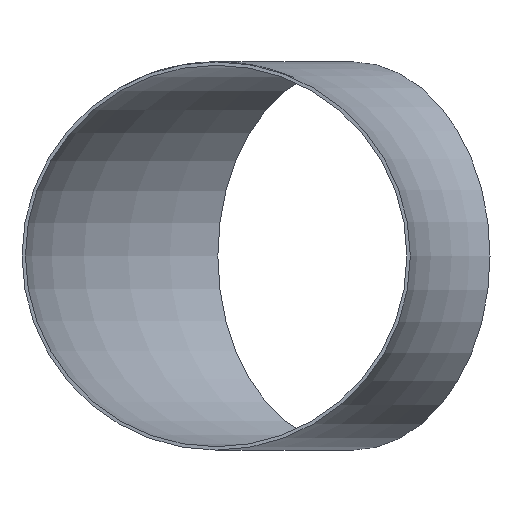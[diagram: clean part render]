
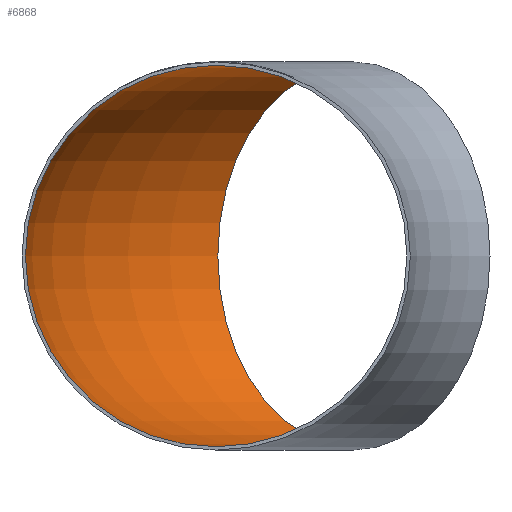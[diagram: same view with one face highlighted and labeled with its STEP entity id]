
A CAD part, front view. The second image highlights one B-rep face of the part: STEP entity #6868.
In plain terms, the highlighted toroidal (fillet/blend) face has major radius 550 mm and minor radius 225 mm.
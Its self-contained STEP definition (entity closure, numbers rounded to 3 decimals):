
#592 = CARTESIAN_POINT ( 'NONE',  ( -550., 0., 225. ) ) ;
#2847 = CARTESIAN_POINT ( 'NONE',  ( -548.008, 548.008, 0. ) ) ;
#3823 = AXIS2_PLACEMENT_3D ( 'NONE', #21295, #11022, #13143 ) ;
#5160 = EDGE_CURVE ( 'NONE', #20128, #20128, #10115, .T. ) ;
#6106 = CIRCLE ( 'NONE', #14660, 225. ) ;
#6868 = ADVANCED_FACE ( 'NONE', ( #14557, #16949 ), #27616, .F. ) ;
#7639 = DIRECTION ( 'NONE',  ( 0., 1., 0. ) ) ;
#10115 = CIRCLE ( 'NONE', #3823, 225. ) ;
#11022 = DIRECTION ( 'NONE',  ( 0.707, 0.707, 0. ) ) ;
#11752 = EDGE_LOOP ( 'NONE', ( #16487 ) ) ;
#13143 = DIRECTION ( 'NONE',  ( -0.707, 0.707, 0. ) ) ;
#13178 = EDGE_CURVE ( 'NONE', #26746, #26746, #6106, .T. ) ;
#14557 = FACE_OUTER_BOUND ( 'NONE', #11752, .T. ) ;
#14660 = AXIS2_PLACEMENT_3D ( 'NONE', #27062, #7639, #16247 ) ;
#14699 = DIRECTION ( 'NONE',  ( 0., 0., -1. ) ) ;
#15517 = AXIS2_PLACEMENT_3D ( 'NONE', #16806, #14699, #23242 ) ;
#16247 = DIRECTION ( 'NONE',  ( 0., 0., 1. ) ) ;
#16487 = ORIENTED_EDGE ( 'NONE', *, *, #5160, .T. ) ;
#16806 = CARTESIAN_POINT ( 'NONE',  ( 0., 0., 0. ) ) ;
#16867 = ORIENTED_EDGE ( 'NONE', *, *, #13178, .F. ) ;
#16949 = FACE_OUTER_BOUND ( 'NONE', #18288, .T. ) ;
#18288 = EDGE_LOOP ( 'NONE', ( #16867 ) ) ;
#20128 = VERTEX_POINT ( 'NONE', #2847 ) ;
#21295 = CARTESIAN_POINT ( 'NONE',  ( -388.909, 388.909, 0. ) ) ;
#23242 = DIRECTION ( 'NONE',  ( -1., 0., 0. ) ) ;
#26746 = VERTEX_POINT ( 'NONE', #592 ) ;
#27062 = CARTESIAN_POINT ( 'NONE',  ( -550., 0., 0. ) ) ;
#27616 = TOROIDAL_SURFACE ( 'NONE', #15517, 550., 225. ) ;
